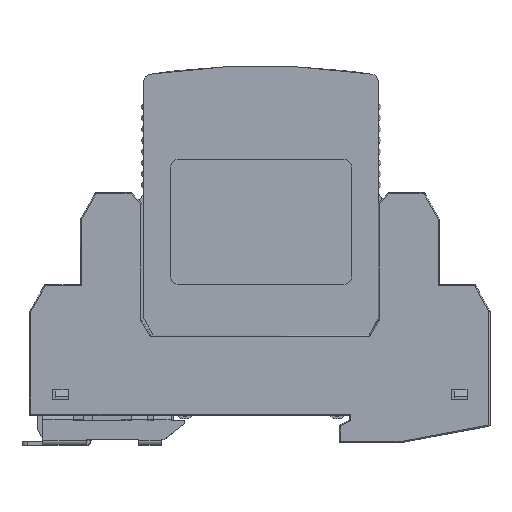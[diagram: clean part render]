
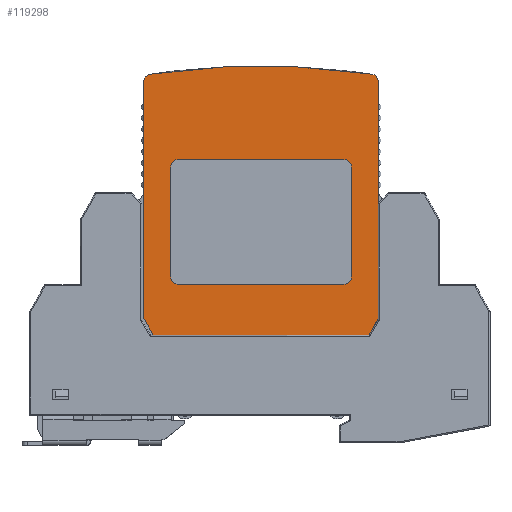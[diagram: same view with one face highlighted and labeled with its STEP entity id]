
A CAD part, top view. The second image highlights one B-rep face of the part: STEP entity #119298.
In plain terms, the highlighted planar face has unit normal (0, 0, 1).
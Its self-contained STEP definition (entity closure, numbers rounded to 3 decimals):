
#111092=DIRECTION('',(1.,0.,0.));
#111093=VECTOR('',#111092,42.4);
#111094=CARTESIAN_POINT('',(-57130.752,-51975.056,
24130.987));
#111095=LINE('',#111094,#111093);
#113127=DIRECTION('',(-0.511,0.86,0.));
#113128=VECTOR('',#113127,3.722);
#113129=CARTESIAN_POINT('',(-57130.752,-51975.056,
24130.987));
#113130=LINE('',#113129,#113128);
#113134=DIRECTION('',(0.,1.,0.));
#113135=VECTOR('',#113134,46.71);
#113136=CARTESIAN_POINT('',(-57132.652,-51971.856,
24130.987));
#113137=LINE('',#113136,#113135);
#113141=CARTESIAN_POINT('',(-57131.152,-51925.146,
24130.987));
#113142=DIRECTION('',(0.,0.,-1.));
#113143=DIRECTION('',(-1.,0.,0.));
#113144=AXIS2_PLACEMENT_3D('',#113141,#113142,#113143);
#113149=CARTESIAN_POINT('',(-57109.555,-52071.167,
24130.987));
#113150=DIRECTION('',(0.,0.,-1.));
#113151=DIRECTION('',(-0.147,0.989,0.));
#113152=AXIS2_PLACEMENT_3D('',#113149,#113150,#113151);
#113157=CARTESIAN_POINT('',(-57087.952,-51925.146,
24130.987));
#113158=DIRECTION('',(0.,0.,-1.));
#113159=DIRECTION('',(0.131,0.991,0.));
#113160=AXIS2_PLACEMENT_3D('',#113157,#113158,#113159);
#113165=DIRECTION('',(0.,-1.,0.));
#113166=VECTOR('',#113165,46.71);
#113167=CARTESIAN_POINT('',(-57086.452,-51925.146,
24130.987));
#113168=LINE('',#113167,#113166);
#113172=DIRECTION('',(-0.511,-0.86,0.));
#113173=VECTOR('',#113172,3.722);
#113174=CARTESIAN_POINT('',(-57086.452,-51971.856,
24130.987));
#113175=LINE('',#113174,#113173);
#113179=CARTESIAN_POINT('',(-57125.852,-51941.956,
24130.987));
#113180=DIRECTION('',(0.,0.,1.));
#113181=DIRECTION('',(0.,1.,0.));
#113182=AXIS2_PLACEMENT_3D('',#113179,#113180,#113181);
#113187=DIRECTION('',(0.,-1.,0.));
#113188=VECTOR('',#113187,21.6);
#113189=CARTESIAN_POINT('',(-57127.352,-51941.956,
24130.987));
#113190=LINE('',#113189,#113188);
#113194=CARTESIAN_POINT('',(-57125.852,-51963.556,
24130.987));
#113195=DIRECTION('',(0.,0.,1.));
#113196=DIRECTION('',(-1.,0.,0.));
#113197=AXIS2_PLACEMENT_3D('',#113194,#113195,#113196);
#113202=DIRECTION('',(1.,0.,0.));
#113203=VECTOR('',#113202,32.6);
#113204=CARTESIAN_POINT('',(-57125.852,-51965.056,
24130.987));
#113205=LINE('',#113204,#113203);
#113209=CARTESIAN_POINT('',(-57093.252,-51963.556,
24130.987));
#113210=DIRECTION('',(0.,0.,1.));
#113211=DIRECTION('',(0.,-1.,0.));
#113212=AXIS2_PLACEMENT_3D('',#113209,#113210,#113211);
#113217=DIRECTION('',(0.,1.,0.));
#113218=VECTOR('',#113217,21.6);
#113219=CARTESIAN_POINT('',(-57091.752,-51963.556,
24130.987));
#113220=LINE('',#113219,#113218);
#113224=CARTESIAN_POINT('',(-57093.252,-51941.956,
24130.987));
#113225=DIRECTION('',(0.,0.,1.));
#113226=DIRECTION('',(1.,0.,0.));
#113227=AXIS2_PLACEMENT_3D('',#113224,#113225,#113226);
#113232=DIRECTION('',(-1.,0.,0.));
#113233=VECTOR('',#113232,32.6);
#113234=CARTESIAN_POINT('',(-57093.252,-51940.456,
24130.987));
#113235=LINE('',#113234,#113233);
#116351=CARTESIAN_POINT('',(-57132.652,-51925.146,
24130.987));
#116352=VERTEX_POINT('',#116351);
#116353=CARTESIAN_POINT('',(-57132.652,-51971.856,
24130.987));
#116354=VERTEX_POINT('',#116353);
#116613=CARTESIAN_POINT('',(-57130.752,-51975.056,
24130.987));
#116614=VERTEX_POINT('',#116613);
#116615=CARTESIAN_POINT('',(-57088.352,-51975.056,
24130.987));
#116616=VERTEX_POINT('',#116615);
#116807=CARTESIAN_POINT('',(-57086.452,-51971.856,
24130.987));
#116808=VERTEX_POINT('',#116807);
#116809=CARTESIAN_POINT('',(-57086.452,-51925.146,
24130.987));
#116810=VERTEX_POINT('',#116809);
#117067=CARTESIAN_POINT('',(-57131.491,-51923.685,
24130.987));
#117068=VERTEX_POINT('',#117067);
#117069=CARTESIAN_POINT('',(-57087.755,-51923.658,
24130.987));
#117070=VERTEX_POINT('',#117069);
#117071=CARTESIAN_POINT('',(-57125.852,-51940.456,
24130.987));
#117072=CARTESIAN_POINT('',(-57127.352,-51941.956,
24130.987));
#117073=VERTEX_POINT('',#117071);
#117074=VERTEX_POINT('',#117072);
#117075=CARTESIAN_POINT('',(-57127.352,-51963.556,
24130.987));
#117076=VERTEX_POINT('',#117075);
#117077=CARTESIAN_POINT('',(-57125.852,-51965.056,
24130.987));
#117078=VERTEX_POINT('',#117077);
#117079=CARTESIAN_POINT('',(-57093.252,-51965.056,
24130.987));
#117080=VERTEX_POINT('',#117079);
#117081=CARTESIAN_POINT('',(-57091.752,-51963.556,
24130.987));
#117082=VERTEX_POINT('',#117081);
#117083=CARTESIAN_POINT('',(-57091.752,-51941.956,
24130.987));
#117084=VERTEX_POINT('',#117083);
#117085=CARTESIAN_POINT('',(-57093.252,-51940.456,
24130.987));
#117086=VERTEX_POINT('',#117085);
#119261=CARTESIAN_POINT('',(-57086.352,-51949.073,
24130.987));
#119262=DIRECTION('',(0.,0.,-1.));
#119263=DIRECTION('',(-1.,0.,0.));
#119264=AXIS2_PLACEMENT_3D('',#119261,#119262,#119263);
#119265=PLANE('',#119264);
#119267=ORIENTED_EDGE('',*,*,#119266,.T.);
#119268=ORIENTED_EDGE('',*,*,#117497,.T.);
#119270=ORIENTED_EDGE('',*,*,#119269,.T.);
#119272=ORIENTED_EDGE('',*,*,#119271,.T.);
#119274=ORIENTED_EDGE('',*,*,#119273,.T.);
#119275=ORIENTED_EDGE('',*,*,#118402,.T.);
#119276=ORIENTED_EDGE('',*,*,#119256,.T.);
#119277=ORIENTED_EDGE('',*,*,#117922,.F.);
#119278=EDGE_LOOP('',(#119267,#119268,#119270,#119272,#119274,#119275,#119276,
#119277));
#119279=FACE_OUTER_BOUND('',#119278,.F.);
#119281=ORIENTED_EDGE('',*,*,#119280,.T.);
#119283=ORIENTED_EDGE('',*,*,#119282,.T.);
#119285=ORIENTED_EDGE('',*,*,#119284,.T.);
#119287=ORIENTED_EDGE('',*,*,#119286,.T.);
#119289=ORIENTED_EDGE('',*,*,#119288,.T.);
#119291=ORIENTED_EDGE('',*,*,#119290,.T.);
#119293=ORIENTED_EDGE('',*,*,#119292,.T.);
#119295=ORIENTED_EDGE('',*,*,#119294,.T.);
#119296=EDGE_LOOP('',(#119281,#119283,#119285,#119287,#119289,#119291,#119293,
#119295));
#119297=FACE_BOUND('',#119296,.F.);
#119298=ADVANCED_FACE('',(#119279,#119297),#119265,.F.);
#113145=CIRCLE('',#113144,1.5);
#113153=CIRCLE('',#113152,149.111);
#113161=CIRCLE('',#113160,1.5);
#113183=CIRCLE('',#113182,1.5);
#113198=CIRCLE('',#113197,1.5);
#113213=CIRCLE('',#113212,1.5);
#113228=CIRCLE('',#113227,1.5);
#117497=EDGE_CURVE('',#116354,#116352,#113137,.T.);
#117922=EDGE_CURVE('',#116614,#116616,#111095,.T.);
#118402=EDGE_CURVE('',#116810,#116808,#113168,.T.);
#119256=EDGE_CURVE('',#116808,#116616,#113175,.T.);
#119266=EDGE_CURVE('',#116614,#116354,#113130,.T.);
#119269=EDGE_CURVE('',#116352,#117068,#113145,.T.);
#119271=EDGE_CURVE('',#117068,#117070,#113153,.T.);
#119273=EDGE_CURVE('',#117070,#116810,#113161,.T.);
#119280=EDGE_CURVE('',#117073,#117074,#113183,.T.);
#119282=EDGE_CURVE('',#117074,#117076,#113190,.T.);
#119284=EDGE_CURVE('',#117076,#117078,#113198,.T.);
#119286=EDGE_CURVE('',#117078,#117080,#113205,.T.);
#119288=EDGE_CURVE('',#117080,#117082,#113213,.T.);
#119290=EDGE_CURVE('',#117082,#117084,#113220,.T.);
#119292=EDGE_CURVE('',#117084,#117086,#113228,.T.);
#119294=EDGE_CURVE('',#117086,#117073,#113235,.T.);
